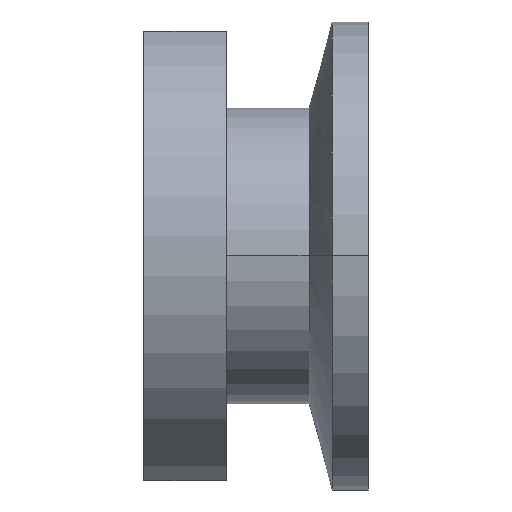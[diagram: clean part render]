
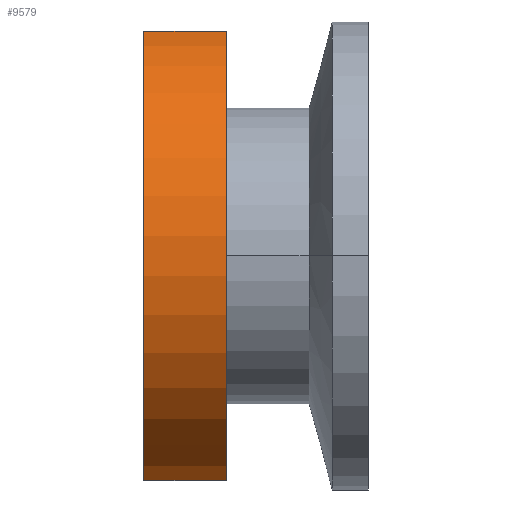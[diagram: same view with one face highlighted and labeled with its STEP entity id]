
A CAD part, top view. The second image highlights one B-rep face of the part: STEP entity #9579.
In plain terms, the highlighted cylindrical face has radius 19.8 mm (diameter 39.6 mm), a partial arc.
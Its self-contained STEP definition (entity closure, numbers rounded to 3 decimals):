
#226 = LINE ( 'NONE', #8251, #5654 ) ;
#242 = DIRECTION ( 'NONE',  ( 1., 0., 0. ) ) ;
#791 = DIRECTION ( 'NONE',  ( 1., 0., 0. ) ) ;
#859 = VERTEX_POINT ( 'NONE', #1401 ) ;
#1164 = ORIENTED_EDGE ( 'NONE', *, *, #5243, .T. ) ;
#1333 = FACE_OUTER_BOUND ( 'NONE', #9531, .T. ) ;
#1401 = CARTESIAN_POINT ( 'NONE',  ( 7., 19., 5.571 ) ) ;
#1480 = AXIS2_PLACEMENT_3D ( 'NONE', #6101, #2044, #9189 ) ;
#1609 = VERTEX_POINT ( 'NONE', #4445 ) ;
#1703 = EDGE_CURVE ( 'NONE', #5177, #3705, #7340, .T. ) ;
#2044 = DIRECTION ( 'NONE',  ( 1., 0., 0. ) ) ;
#3342 = DIRECTION ( 'NONE',  ( -1., 0., 0. ) ) ;
#3669 = CARTESIAN_POINT ( 'NONE',  ( -0.485, -19., 5.571 ) ) ;
#3705 = VERTEX_POINT ( 'NONE', #6108 ) ;
#3807 = CARTESIAN_POINT ( 'NONE',  ( 0., 0., 0. ) ) ;
#3878 = CARTESIAN_POINT ( 'NONE',  ( 0., 19., 5.571 ) ) ;
#4445 = CARTESIAN_POINT ( 'NONE',  ( 7., -19., 5.571 ) ) ;
#4515 = CYLINDRICAL_SURFACE ( 'NONE', #1480, 19.8 ) ;
#5044 = CIRCLE ( 'NONE', #8217, 19.8 ) ;
#5177 = VERTEX_POINT ( 'NONE', #3878 ) ;
#5243 = EDGE_CURVE ( 'NONE', #3705, #1609, #9468, .T. ) ;
#5654 = VECTOR ( 'NONE', #3342, 1000. ) ;
#6101 = CARTESIAN_POINT ( 'NONE',  ( -0.485, 0., 0. ) ) ;
#6108 = CARTESIAN_POINT ( 'NONE',  ( 0., -19., 5.571 ) ) ;
#6582 = DIRECTION ( 'NONE',  ( 0., 0., -1. ) ) ;
#6839 = EDGE_CURVE ( 'NONE', #859, #1609, #5044, .T. ) ;
#6945 = ORIENTED_EDGE ( 'NONE', *, *, #6839, .F. ) ;
#7096 = DIRECTION ( 'NONE',  ( 0., 0., -1. ) ) ;
#7160 = AXIS2_PLACEMENT_3D ( 'NONE', #3807, #791, #7096 ) ;
#7340 = CIRCLE ( 'NONE', #7160, 19.8 ) ;
#7378 = CARTESIAN_POINT ( 'NONE',  ( 7., 0., 0. ) ) ;
#7974 = ORIENTED_EDGE ( 'NONE', *, *, #9832, .T. ) ;
#8217 = AXIS2_PLACEMENT_3D ( 'NONE', #7378, #242, #6582 ) ;
#8251 = CARTESIAN_POINT ( 'NONE',  ( -0.485, 19., 5.571 ) ) ;
#8861 = VECTOR ( 'NONE', #10141, 1000. ) ;
#9189 = DIRECTION ( 'NONE',  ( 0., 0., -1. ) ) ;
#9468 = LINE ( 'NONE', #3669, #8861 ) ;
#9531 = EDGE_LOOP ( 'NONE', ( #6945, #7974, #9887, #1164 ) ) ;
#9579 = ADVANCED_FACE ( 'NONE', ( #1333 ), #4515, .T. ) ;
#9832 = EDGE_CURVE ( 'NONE', #859, #5177, #226, .T. ) ;
#9887 = ORIENTED_EDGE ( 'NONE', *, *, #1703, .T. ) ;
#10141 = DIRECTION ( 'NONE',  ( 1., 0., 0. ) ) ;
